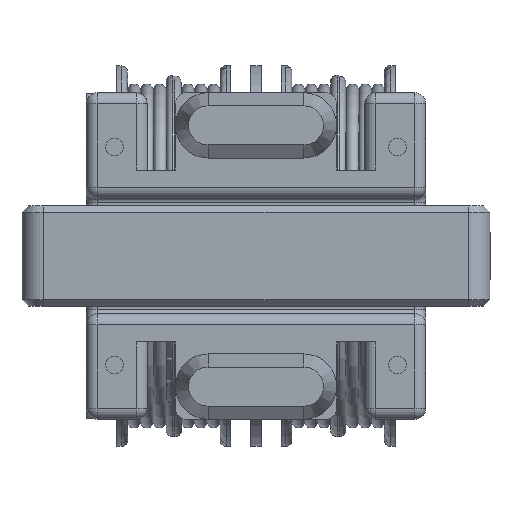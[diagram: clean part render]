
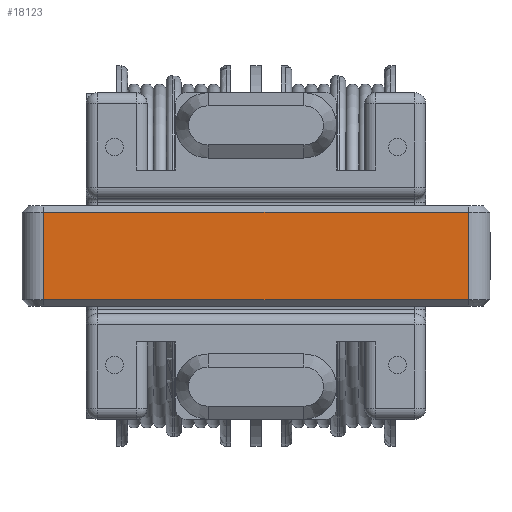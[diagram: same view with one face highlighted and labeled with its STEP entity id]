
A CAD part, front view. The second image highlights one B-rep face of the part: STEP entity #18123.
In plain terms, the highlighted planar face has unit normal (0, -1, 0).
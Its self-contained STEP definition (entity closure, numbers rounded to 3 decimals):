
#617 = VECTOR ( 'NONE', #1936, 1000. ) ;
#1936 = DIRECTION ( 'NONE',  ( 0., 0., -1. ) ) ;
#2348 = EDGE_CURVE ( 'NONE', #11625, #20871, #24844, .T. ) ;
#3048 = FACE_OUTER_BOUND ( 'NONE', #9629, .T. ) ;
#3401 = ORIENTED_EDGE ( 'NONE', *, *, #8210, .T. ) ;
#3705 = LINE ( 'NONE', #5024, #27633 ) ;
#5024 = CARTESIAN_POINT ( 'NONE',  ( 10.3, -12., -2. ) ) ;
#7653 = ORIENTED_EDGE ( 'NONE', *, *, #23272, .T. ) ;
#7942 = CARTESIAN_POINT ( 'NONE',  ( 9.75, -12., 2.3 ) ) ;
#8210 = EDGE_CURVE ( 'NONE', #16223, #26482, #3705, .T. ) ;
#8771 = VECTOR ( 'NONE', #25256, 1000. ) ;
#9629 = EDGE_LOOP ( 'NONE', ( #7653, #3401, #23513, #23999 ) ) ;
#11625 = VERTEX_POINT ( 'NONE', #27637 ) ;
#13650 = CARTESIAN_POINT ( 'NONE',  ( -9.75, -12., 2. ) ) ;
#14639 = DIRECTION ( 'NONE',  ( -1., 0., 0. ) ) ;
#15199 = AXIS2_PLACEMENT_3D ( 'NONE', #26019, #28323, #14639 ) ;
#16223 = VERTEX_POINT ( 'NONE', #24524 ) ;
#18123 = ADVANCED_FACE ( 'NONE', ( #3048 ), #23748, .F. ) ;
#18256 = CARTESIAN_POINT ( 'NONE',  ( 9.75, -12., -2. ) ) ;
#18745 = VECTOR ( 'NONE', #26581, 1000. ) ;
#20624 = CARTESIAN_POINT ( 'NONE',  ( -9.75, -12., 2. ) ) ;
#20871 = VERTEX_POINT ( 'NONE', #20624 ) ;
#21131 = EDGE_CURVE ( 'NONE', #26482, #11625, #24800, .T. ) ;
#21727 = LINE ( 'NONE', #22431, #617 ) ;
#22431 = CARTESIAN_POINT ( 'NONE',  ( -9.75, -12., 2.3 ) ) ;
#23272 = EDGE_CURVE ( 'NONE', #20871, #16223, #21727, .T. ) ;
#23513 = ORIENTED_EDGE ( 'NONE', *, *, #21131, .T. ) ;
#23748 = PLANE ( 'NONE',  #15199 ) ;
#23999 = ORIENTED_EDGE ( 'NONE', *, *, #2348, .T. ) ;
#24524 = CARTESIAN_POINT ( 'NONE',  ( -9.75, -12., -2. ) ) ;
#24800 = LINE ( 'NONE', #7942, #18745 ) ;
#24844 = LINE ( 'NONE', #13650, #8771 ) ;
#25256 = DIRECTION ( 'NONE',  ( -1., 0., 0. ) ) ;
#25590 = DIRECTION ( 'NONE',  ( 1., 0., 0. ) ) ;
#26019 = CARTESIAN_POINT ( 'NONE',  ( 10.3, -12., 2.3 ) ) ;
#26482 = VERTEX_POINT ( 'NONE', #18256 ) ;
#26581 = DIRECTION ( 'NONE',  ( 0., 0., 1. ) ) ;
#27633 = VECTOR ( 'NONE', #25590, 1000. ) ;
#27637 = CARTESIAN_POINT ( 'NONE',  ( 9.75, -12., 2. ) ) ;
#28323 = DIRECTION ( 'NONE',  ( 0., 1., 0. ) ) ;
